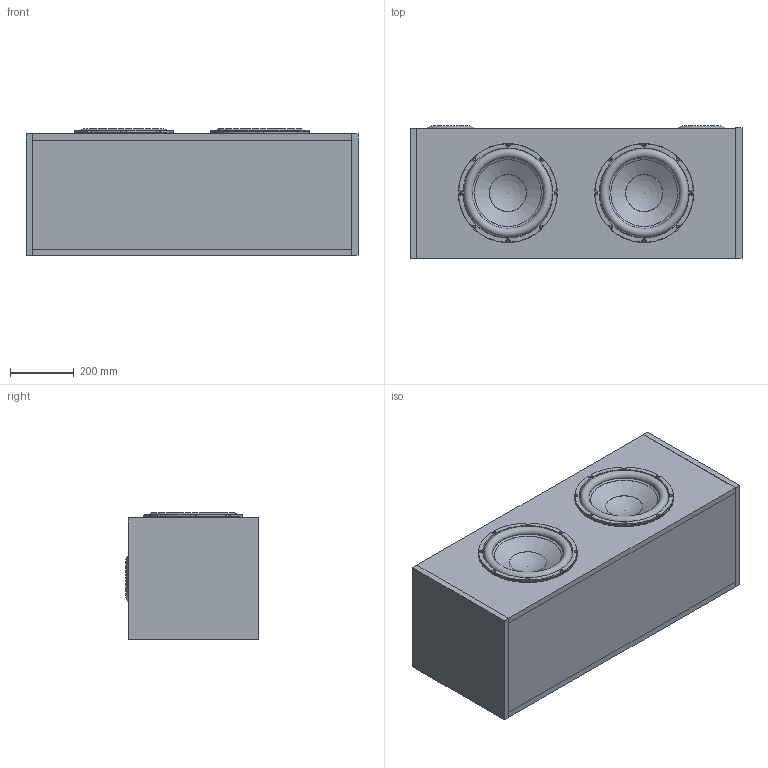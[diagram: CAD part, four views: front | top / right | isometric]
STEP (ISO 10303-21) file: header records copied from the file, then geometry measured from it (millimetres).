
FILE_DESCRIPTION(/* description */ (''),/* implementation_level */ '2;1');
FILE_NAME(/* name */ '12 inch sub box acrylic face.step',/* time_stamp */ '2024-05-08T01:33:48-05:00',/* author */ (''),/* organization */ (''),/* preprocessor_version */ 'ST-DEVELOPER v20',/* originating_system */ 'Autodesk Translation Framework v12.20.1.177',/* authorisation */ '');
FILE_SCHEMA (('AUTOMOTIVE_DESIGN { 1 0 10303 214 3 1 1 }'));
Length unit declared in the file: inch
Products named in the file (25): Sub box; Box; Component18; Connector; Post; Post (1); Component18_1; SheetMetalOuterCone; Magnet; EdgeFoam; ConeTop; ConeBottom; ConePaper; Spoolholder; Membrane; Connector_1; PostHolder; ISO 7045 M4x5; Post_1; Outer; Inner; Post (1)_1; Outer (1); Inner (1); Component1
Assembly tree (39 placements, depth 5):
  Sub box
    Box
    Component18
      SheetMetalOuterCone
      Magnet
      EdgeFoam
      ConeTop
      ConeBottom
      ConePaper
      Spoolholder
      Membrane
      Connector
        PostHolder
        ISO 7045 M4x5
        Post
          Outer
          Inner
        Post (1)
          Outer (1)
          Inner (1)
    Component18_1
      SheetMetalOuterCone
      Magnet
      EdgeFoam
      ConeTop
      ConeBottom
      ConePaper
      Spoolholder
      Membrane
      Connector_1
        PostHolder
        ISO 7045 M4x5
        Post_1
          Outer
          Inner
        Post (1)_1
          Outer (1)
          Inner (1)
    Component1  x2
Bounding box: 1041.4 x 415.64 x 398.06 mm (x, y, z)
Volume: 35548846.9 mm3; surface area: 5424917.2 mm2
Topology: 43 solids, 43 shells, 832 faces, 2178 edges, 1406 vertices
Faces by surface type: plane 320, cylinder 184, torus 144, bspline 138, cone 40, sphere 6
Full cylindrical faces by diameter (mm): 4 x2, 6.5 x16, 8 x2, 9.5 x4, 9.6 x8, 10.6 x4, 11 x8, 12 x4, 20 x2, 76.2 x2, 80 x2, 82.55 x2, 115 x2, 115.57 x2, 120 x2, 160 x2, 160.604 x2, 279.4 x2, 282.8 x2, 285 x2, 309 x2, 311 x2
Entity records: 24062 total; most frequent: CARTESIAN_POINT 11797, ORIENTED_EDGE 2362, DIRECTION 2306, EDGE_CURVE 1181, AXIS2_PLACEMENT_3D 883, VERTEX_POINT 767, LINE 540, VECTOR 540
